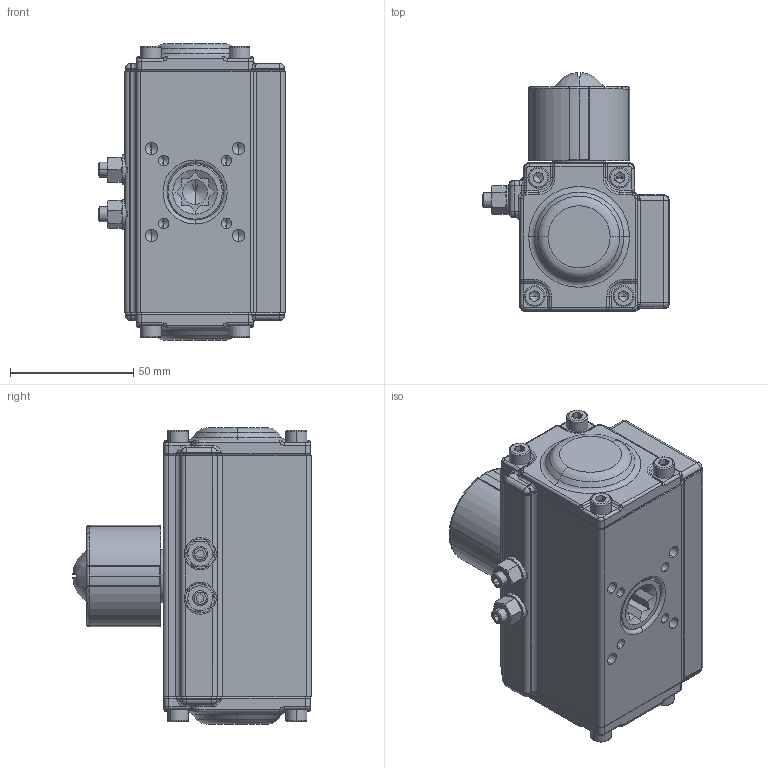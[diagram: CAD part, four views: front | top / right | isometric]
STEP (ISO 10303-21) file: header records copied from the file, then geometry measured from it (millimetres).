
FILE_DESCRIPTION (( 'STEP AP203' ), '1' );
FILE_NAME ('GD-040-090-V11-FG-SA-Doku.step', '2019-01-10T15:54:24', ( '' ), ( '' ), 'SwSTEP 2.0', 'SolidWorks 2018', '' );
FILE_SCHEMA (( 'CONFIG_CONTROL_DESIGN' ));
Length unit declared in the file: millimetre
Products named in the file (1): GD-040-090-V11-FG-SA-Doku
Bounding box: 75.5 x 96.65 x 120 mm (x, y, z)
Volume: 269162.4 mm3; surface area: 96690.2 mm2
Topology: 25 solids, 25 shells, 2202 faces, 5391 edges, 3198 vertices
Faces by surface type: cylinder 709, plane 661, torus 352, bspline 220, cone 156, sphere 104
Entity records: 72989 total; most frequent: CARTESIAN_POINT 22326, DIRECTION 10832, ORIENTED_EDGE 10462, EDGE_CURVE 5231, AXIS2_PLACEMENT_3D 4240, VERTEX_POINT 3174, EDGE_LOOP 2353, LINE 2352
